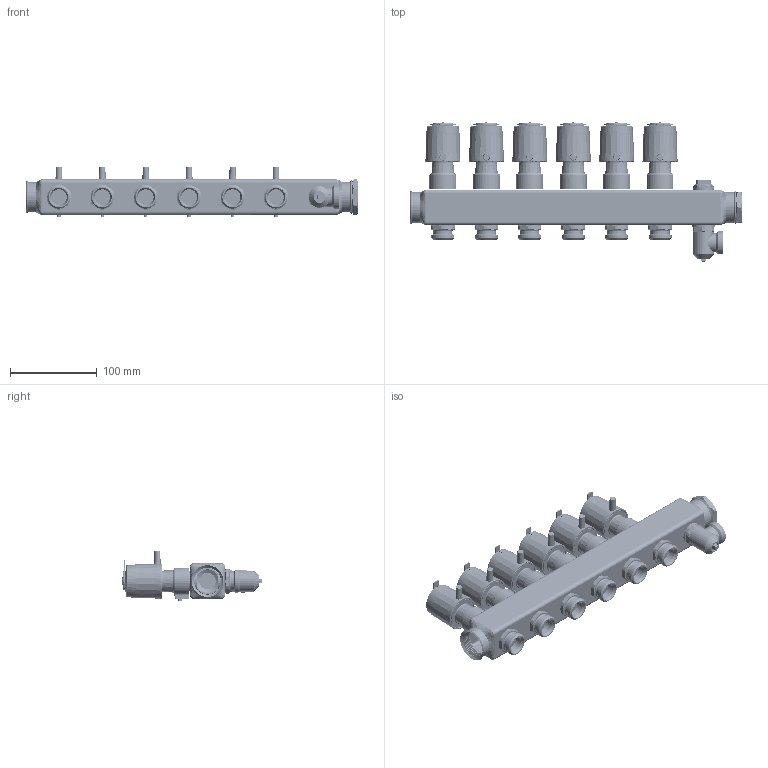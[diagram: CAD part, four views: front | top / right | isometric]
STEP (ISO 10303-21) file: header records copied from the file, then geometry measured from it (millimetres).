
FILE_DESCRIPTION((''),'2;1');
FILE_NAME('SSM_MANIFOLD_R_088U0756_3D_STEP_ASM','2021-08-18T10:53:26',('U240466'),('Danfoss'),'CREO PARAMETRIC BY PTC INC, 2020342','CREO PARAMETRIC BY PTC INC, 2020342','');
FILE_SCHEMA(('CONFIG_CONTROL_DESIGN'));
Products named in the file (13): TWA_RA_SHRINKWRAP_1_1; TWA_RA_SHRINKWRAP_1_2; TWA_RA_SHRINKWRAP_1_ASM; BIV-JIETOU_1; SSM_MANIFOLD_6L_1; 088U7086_1_1; 088U7086_1_2; 088U7086_1_ASM; 088U7016_PROP_1; 088U7022_1; SSM_PLUG_ASM_1_ASM; SSMANIFOLD_RETURN_6L_ASM_1_ASM; SSM_MANIFOLD_R_088U0756_3D_STEP_ASM
Assembly tree (22 placements, depth 4):
  SSM_MANIFOLD_R_088U0756_3D_STEP_ASM
    SSMANIFOLD_RETURN_6L_ASM_1_ASM
      TWA_RA_SHRINKWRAP_1_ASM  x6
        TWA_RA_SHRINKWRAP_1_1
        TWA_RA_SHRINKWRAP_1_2
      BIV-JIETOU_1  x6
      SSM_MANIFOLD_6L_1
      088U7086_1_ASM
        088U7086_1_1
        088U7086_1_2
      SSM_PLUG_ASM_1_ASM
        088U7016_PROP_1
        088U7022_1
Bounding box: 382.3 x 160.35 x 58.15 mm (x, y, z)
Volume: 342712.9 mm3; surface area: 361530.3 mm2
Topology: 23 solids, 30 shells, 6123 faces, 17787 edges, 11663 vertices
Faces by surface type: plane 2184, cylinder 1629, cone 1278, torus 641, bspline 317, sphere 62, extrusion 12
Entity records: 108761 total; most frequent: CARTESIAN_POINT 65942, ORIENTED_EDGE 9618, DIRECTION 8178, EDGE_CURVE 4811, AXIS2_PLACEMENT_3D 3382, VERTEX_POINT 3138, EDGE_LOOP 1859, CIRCLE 1780
